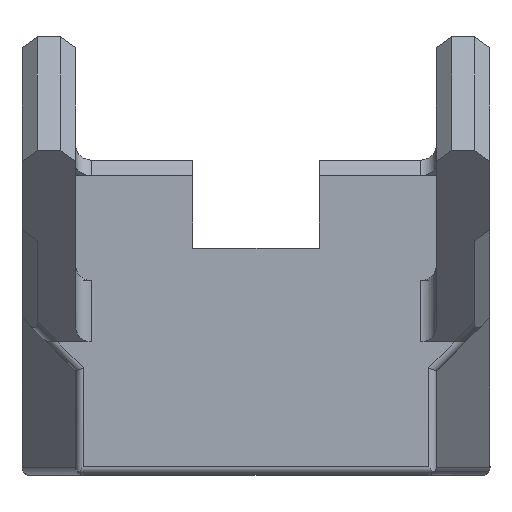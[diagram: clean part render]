
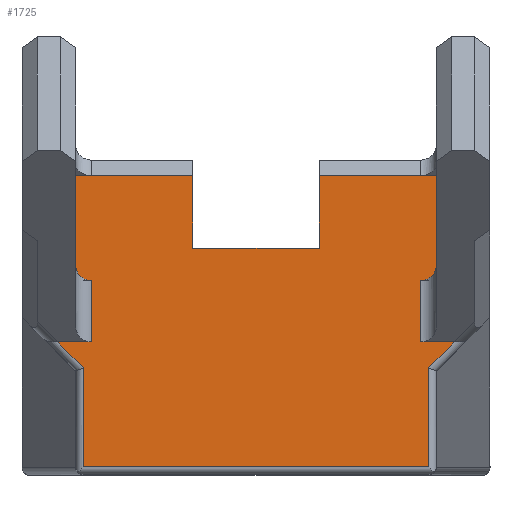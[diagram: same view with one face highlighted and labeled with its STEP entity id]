
A CAD part, top view. The second image highlights one B-rep face of the part: STEP entity #1725.
In plain terms, the highlighted planar face has unit normal (0, 0, 1).
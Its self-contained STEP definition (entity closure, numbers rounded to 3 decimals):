
#121=PLANE('',#1861);
#211=FACE_OUTER_BOUND('',#321,.T.);
#321=EDGE_LOOP('',(#1578,#1579,#1580,#1581,#1582,#1583,#1584,#1585,#1586,
#1587,#1588,#1589,#1590,#1591,#1592,#1593,#1594,#1595,#1596,#1597));
#329=LINE('',#2356,#521);
#340=LINE('',#2383,#532);
#350=LINE('',#2407,#542);
#360=LINE('',#2427,#552);
#367=LINE('',#2444,#559);
#407=LINE('',#2557,#599);
#408=LINE('',#2562,#600);
#409=LINE('',#2565,#601);
#414=LINE('',#2589,#606);
#427=LINE('',#2628,#619);
#430=LINE('',#2636,#622);
#441=LINE('',#2664,#633);
#454=LINE('',#2691,#646);
#460=LINE('',#2704,#652);
#500=LINE('',#2818,#692);
#502=LINE('',#2823,#694);
#503=LINE('',#2827,#695);
#504=LINE('',#2829,#696);
#510=LINE('',#2854,#702);
#514=LINE('',#2865,#706);
#521=VECTOR('',#1897,1.);
#532=VECTOR('',#1914,1.);
#542=VECTOR('',#1932,1.);
#552=VECTOR('',#1950,1.);
#559=VECTOR('',#1963,1.);
#599=VECTOR('',#2057,1.);
#600=VECTOR('',#2062,1.);
#601=VECTOR('',#2067,1.);
#606=VECTOR('',#2082,1.);
#619=VECTOR('',#2117,1.);
#622=VECTOR('',#2122,1.);
#633=VECTOR('',#2143,1.);
#646=VECTOR('',#2166,1.);
#652=VECTOR('',#2176,1.);
#692=VECTOR('',#2274,1.);
#694=VECTOR('',#2280,1.);
#695=VECTOR('',#2285,1.);
#696=VECTOR('',#2288,1.);
#702=VECTOR('',#2304,1.);
#706=VECTOR('',#2320,1.);
#741=VERTEX_POINT('',#2353);
#742=VERTEX_POINT('',#2355);
#754=VERTEX_POINT('',#2380);
#755=VERTEX_POINT('',#2382);
#765=VERTEX_POINT('',#2406);
#771=VERTEX_POINT('',#2426);
#777=VERTEX_POINT('',#2441);
#778=VERTEX_POINT('',#2443);
#805=VERTEX_POINT('',#2559);
#806=VERTEX_POINT('',#2561);
#815=VERTEX_POINT('',#2610);
#823=VERTEX_POINT('',#2626);
#826=VERTEX_POINT('',#2633);
#827=VERTEX_POINT('',#2635);
#839=VERTEX_POINT('',#2663);
#848=VERTEX_POINT('',#2689);
#851=VERTEX_POINT('',#2698);
#853=VERTEX_POINT('',#2702);
#879=VERTEX_POINT('',#2821);
#880=VERTEX_POINT('',#2825);
#897=EDGE_CURVE('',#742,#741,#329,.T.);
#910=EDGE_CURVE('',#754,#755,#340,.T.);
#921=EDGE_CURVE('',#765,#755,#350,.T.);
#931=EDGE_CURVE('',#771,#765,#360,.T.);
#939=EDGE_CURVE('',#777,#778,#367,.T.);
#989=EDGE_CURVE('',#754,#742,#407,.T.);
#991=EDGE_CURVE('',#806,#805,#408,.T.);
#993=EDGE_CURVE('',#741,#806,#409,.T.);
#1000=EDGE_CURVE('',#777,#771,#414,.T.);
#1019=EDGE_CURVE('',#823,#815,#427,.T.);
#1022=EDGE_CURVE('',#827,#826,#430,.T.);
#1035=EDGE_CURVE('',#839,#826,#441,.T.);
#1049=EDGE_CURVE('',#848,#839,#454,.T.);
#1055=EDGE_CURVE('',#851,#853,#460,.T.);
#1105=EDGE_CURVE('',#827,#823,#500,.T.);
#1108=EDGE_CURVE('',#805,#879,#502,.T.);
#1110=EDGE_CURVE('',#880,#879,#503,.T.);
#1111=EDGE_CURVE('',#815,#880,#504,.T.);
#1119=EDGE_CURVE('',#851,#848,#510,.T.);
#1124=EDGE_CURVE('',#778,#853,#514,.T.);
#1578=ORIENTED_EDGE('',*,*,#1108,.T.);
#1579=ORIENTED_EDGE('',*,*,#1110,.F.);
#1580=ORIENTED_EDGE('',*,*,#1111,.F.);
#1581=ORIENTED_EDGE('',*,*,#1019,.F.);
#1582=ORIENTED_EDGE('',*,*,#1105,.F.);
#1583=ORIENTED_EDGE('',*,*,#1022,.T.);
#1584=ORIENTED_EDGE('',*,*,#1035,.F.);
#1585=ORIENTED_EDGE('',*,*,#1049,.F.);
#1586=ORIENTED_EDGE('',*,*,#1119,.F.);
#1587=ORIENTED_EDGE('',*,*,#1055,.T.);
#1588=ORIENTED_EDGE('',*,*,#1124,.F.);
#1589=ORIENTED_EDGE('',*,*,#939,.F.);
#1590=ORIENTED_EDGE('',*,*,#1000,.T.);
#1591=ORIENTED_EDGE('',*,*,#931,.T.);
#1592=ORIENTED_EDGE('',*,*,#921,.T.);
#1593=ORIENTED_EDGE('',*,*,#910,.F.);
#1594=ORIENTED_EDGE('',*,*,#989,.T.);
#1595=ORIENTED_EDGE('',*,*,#897,.T.);
#1596=ORIENTED_EDGE('',*,*,#993,.T.);
#1597=ORIENTED_EDGE('',*,*,#991,.T.);
#1725=ADVANCED_FACE('',(#211),#121,.T.);
#1861=AXIS2_PLACEMENT_3D('',#2864,#2318,#2319);
#1897=DIRECTION('',(-1.,0.,0.));
#1914=DIRECTION('',(-1.,0.,0.));
#1932=DIRECTION('',(0.,-1.,0.));
#1950=DIRECTION('',(-1.,0.,0.));
#1963=DIRECTION('',(0.,-1.,0.));
#2057=DIRECTION('',(0.,-1.,0.));
#2062=DIRECTION('',(0.,-1.,0.));
#2067=DIRECTION('',(0.707,-0.707,0.));
#2082=DIRECTION('',(-1.,0.,0.));
#2117=DIRECTION('',(1.,0.,0.));
#2122=DIRECTION('',(1.,0.,0.));
#2143=DIRECTION('',(0.,-1.,0.));
#2166=DIRECTION('',(1.,0.,0.));
#2176=DIRECTION('',(0.,-1.,0.));
#2274=DIRECTION('',(0.,-1.,0.));
#2280=DIRECTION('',(1.,0.,0.));
#2285=DIRECTION('',(0.,-1.,0.));
#2288=DIRECTION('',(-0.707,-0.707,0.));
#2304=DIRECTION('',(1.,0.,0.));
#2318=DIRECTION('center_axis',(0.,0.,
1.));
#2319=DIRECTION('ref_axis',(-1.,0.,0.));
#2320=DIRECTION('',(1.,0.,0.));
#2353=CARTESIAN_POINT('',(-25.887,17.302,23.5));
#2355=CARTESIAN_POINT('',(-21.5,17.302,23.5));
#2356=CARTESIAN_POINT('',(-23.5,17.302,23.5));
#2380=CARTESIAN_POINT('',(-21.5,25.302,23.5));
#2382=CARTESIAN_POINT('',(-23.5,25.302,23.5));
#2383=CARTESIAN_POINT('',(-27.,25.302,23.5));
#2406=CARTESIAN_POINT('',(-23.5,39.,23.5));
#2407=CARTESIAN_POINT('',(-23.5,11.979,23.5));
#2426=CARTESIAN_POINT('',(-21.5,39.,23.5));
#2427=CARTESIAN_POINT('',(-23.5,39.,23.5));
#2441=CARTESIAN_POINT('',(-8.25,39.,23.5));
#2443=CARTESIAN_POINT('',(-8.25,29.5,23.5));
#2444=CARTESIAN_POINT('',(-8.25,41.,23.5));
#2557=CARTESIAN_POINT('',(-21.5,11.979,23.5));
#2559=CARTESIAN_POINT('',(-22.5,1.,23.5));
#2561=CARTESIAN_POINT('',(-22.5,13.914,23.5));
#2562=CARTESIAN_POINT('',(-22.5,8.756,23.5));
#2565=CARTESIAN_POINT('',(-21.668,13.082,23.5));
#2589=CARTESIAN_POINT('',(-23.5,39.,23.5));
#2610=CARTESIAN_POINT('',(25.887,17.302,23.5));
#2626=CARTESIAN_POINT('',(21.5,17.302,23.5));
#2628=CARTESIAN_POINT('',(23.5,17.302,23.5));
#2633=CARTESIAN_POINT('',(23.5,25.302,23.5));
#2635=CARTESIAN_POINT('',(21.5,25.302,23.5));
#2636=CARTESIAN_POINT('',(27.,25.302,23.5));
#2663=CARTESIAN_POINT('',(23.5,39.,23.5));
#2664=CARTESIAN_POINT('',(23.5,11.979,23.5));
#2689=CARTESIAN_POINT('',(21.5,39.,23.5));
#2691=CARTESIAN_POINT('',(23.5,39.,23.5));
#2698=CARTESIAN_POINT('',(8.25,39.,23.5));
#2702=CARTESIAN_POINT('',(8.25,29.5,23.5));
#2704=CARTESIAN_POINT('',(8.25,41.,23.5));
#2818=CARTESIAN_POINT('',(21.5,11.979,23.5));
#2821=CARTESIAN_POINT('',(22.5,1.,23.5));
#2823=CARTESIAN_POINT('',(-23.5,1.,23.5));
#2825=CARTESIAN_POINT('',(22.5,13.914,23.5));
#2827=CARTESIAN_POINT('',(22.5,8.756,23.5));
#2829=CARTESIAN_POINT('',(21.668,13.082,23.5));
#2854=CARTESIAN_POINT('',(23.5,39.,23.5));
#2864=CARTESIAN_POINT('Origin',(23.5,2.,23.5));
#2865=CARTESIAN_POINT('',(-8.25,29.5,23.5));
